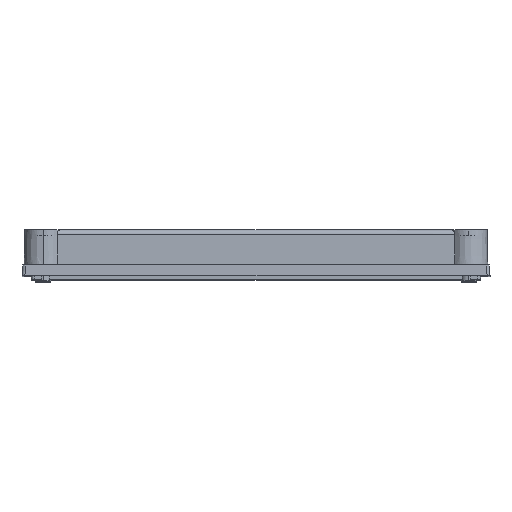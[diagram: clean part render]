
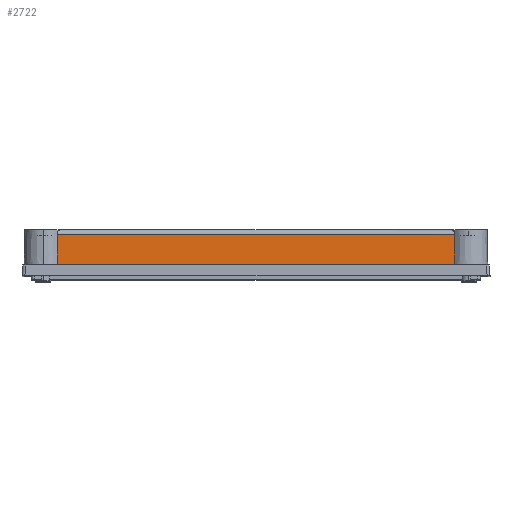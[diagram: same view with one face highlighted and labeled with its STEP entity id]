
A CAD part, top view. The second image highlights one B-rep face of the part: STEP entity #2722.
In plain terms, the highlighted planar face has unit normal (0, 0.021, 1).
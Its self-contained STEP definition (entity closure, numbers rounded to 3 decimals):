
#488 = CARTESIAN_POINT ( 'NONE',  ( 169.13, 26.623, 291.498 ) ) ;
#595 = VERTEX_POINT ( 'NONE', #7747 ) ;
#627 = ORIENTED_EDGE ( 'NONE', *, *, #1621, .T. ) ;
#1119 = CARTESIAN_POINT ( 'NONE',  ( -169.211, 35.084, 291.32 ) ) ;
#1151 = CARTESIAN_POINT ( 'NONE',  ( -169.13, 26.623, 291.498 ) ) ;
#1384 = ORIENTED_EDGE ( 'NONE', *, *, #2361, .T. ) ;
#1621 = EDGE_CURVE ( 'NONE', #595, #8234, #5413, .T. ) ;
#2141 = CARTESIAN_POINT ( 'NONE',  ( -168.972, 9.7, 291.852 ) ) ;
#2230 = CARTESIAN_POINT ( 'NONE',  ( -169.211, 35.084, 291.32 ) ) ;
#2361 = EDGE_CURVE ( 'NONE', #8234, #6410, #2365, .T. ) ;
#2365 = B_SPLINE_CURVE_WITH_KNOTS ( 'NONE', 3,
 ( #1119, #1151, #7101, #3432 ),
 .UNSPECIFIED., .F., .F.,
 ( 4, 4 ),
 ( 0.599, 0.624 ),
 .UNSPECIFIED. ) ;
#2722 = ADVANCED_FACE ( 'NONE', ( #6253 ), #5013, .T. ) ;
#2934 = VECTOR ( 'NONE', #9322, 1000. ) ;
#3403 = EDGE_LOOP ( 'NONE', ( #5452, #627, #1384, #6480 ) ) ;
#3432 = CARTESIAN_POINT ( 'NONE',  ( -168.972, 9.7, 291.852 ) ) ;
#4047 = DIRECTION ( 'NONE',  ( 1., 0., 0. ) ) ;
#4365 = VERTEX_POINT ( 'NONE', #5560 ) ;
#4943 = CARTESIAN_POINT ( 'NONE',  ( 169.051, 18.161, 291.675 ) ) ;
#5013 = PLANE ( 'NONE',  #5204 ) ;
#5204 = AXIS2_PLACEMENT_3D ( 'NONE', #2141, #6675, #5943 ) ;
#5413 = LINE ( 'NONE', #8547, #2934 ) ;
#5452 = ORIENTED_EDGE ( 'NONE', *, *, #9366, .F. ) ;
#5560 = CARTESIAN_POINT ( 'NONE',  ( 168.972, 9.7, 291.852 ) ) ;
#5943 = DIRECTION ( 'NONE',  ( 0., -1., 0.021 ) ) ;
#6253 = FACE_OUTER_BOUND ( 'NONE', #3403, .T. ) ;
#6391 = B_SPLINE_CURVE_WITH_KNOTS ( 'NONE', 3,
 ( #8790, #488, #4943, #8759 ),
 .UNSPECIFIED., .F., .F.,
 ( 4, 4 ),
 ( 0.599, 0.624 ),
 .UNSPECIFIED. ) ;
#6410 = VERTEX_POINT ( 'NONE', #9015 ) ;
#6480 = ORIENTED_EDGE ( 'NONE', *, *, #7440, .T. ) ;
#6675 = DIRECTION ( 'NONE',  ( 0., 0.021, 1. ) ) ;
#7101 = CARTESIAN_POINT ( 'NONE',  ( -169.051, 18.161, 291.675 ) ) ;
#7440 = EDGE_CURVE ( 'NONE', #6410, #4365, #7492, .T. ) ;
#7492 = LINE ( 'NONE', #8558, #9760 ) ;
#7747 = CARTESIAN_POINT ( 'NONE',  ( 169.211, 35.084, 291.32 ) ) ;
#8234 = VERTEX_POINT ( 'NONE', #2230 ) ;
#8547 = CARTESIAN_POINT ( 'NONE',  ( -168.972, 35.084, 291.32 ) ) ;
#8558 = CARTESIAN_POINT ( 'NONE',  ( -191.852, 9.7, 291.852 ) ) ;
#8759 = CARTESIAN_POINT ( 'NONE',  ( 168.972, 9.7, 291.852 ) ) ;
#8790 = CARTESIAN_POINT ( 'NONE',  ( 169.211, 35.084, 291.32 ) ) ;
#9015 = CARTESIAN_POINT ( 'NONE',  ( -168.972, 9.7, 291.852 ) ) ;
#9322 = DIRECTION ( 'NONE',  ( -1., 0., 0. ) ) ;
#9366 = EDGE_CURVE ( 'NONE', #595, #4365, #6391, .T. ) ;
#9760 = VECTOR ( 'NONE', #4047, 1000. ) ;
